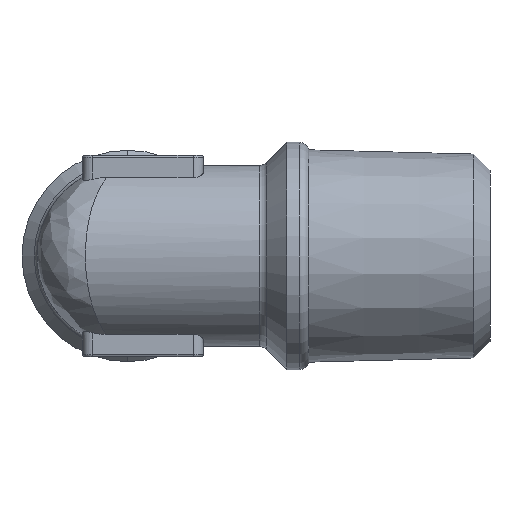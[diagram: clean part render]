
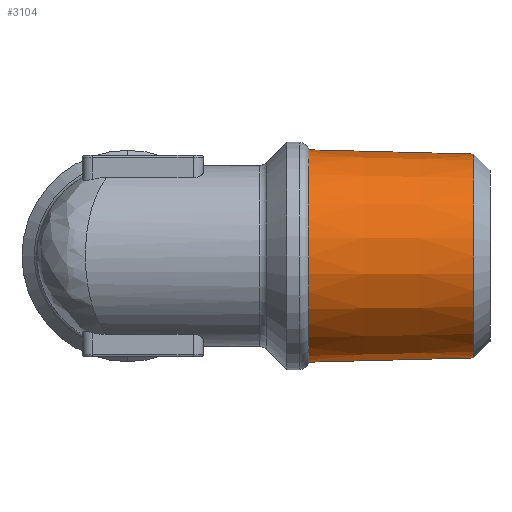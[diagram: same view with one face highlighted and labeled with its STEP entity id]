
A CAD part, left-side view. The second image highlights one B-rep face of the part: STEP entity #3104.
In plain terms, the highlighted conical face has half-angle 1.47 degrees and reference radius 5.275 mm.
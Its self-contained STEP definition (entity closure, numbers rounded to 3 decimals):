
#336 = DIRECTION ( 'NONE',  ( 0., 1., 0.026 ) ) ;
#435 = DIRECTION ( 'NONE',  ( 0., 1., -0.026 ) ) ;
#436 = CARTESIAN_POINT ( 'NONE',  ( 0., -9., -5.275 ) ) ;
#449 = DIRECTION ( 'NONE',  ( 0., 0., -1. ) ) ;
#450 = DIRECTION ( 'NONE',  ( 0., -1., 0. ) ) ;
#451 = CARTESIAN_POINT ( 'NONE',  ( 0., -9., 0. ) ) ;
#510 = DIRECTION ( 'NONE',  ( 0., 0., 1. ) ) ;
#511 = DIRECTION ( 'NONE',  ( 0., 1., 0. ) ) ;
#512 = CARTESIAN_POINT ( 'NONE',  ( 0., -9., 0. ) ) ;
#558 = CARTESIAN_POINT ( 'NONE',  ( 0., -9., 5.275 ) ) ;
#583 = CARTESIAN_POINT ( 'NONE',  ( 0., -17.2, 5.064 ) ) ;
#586 = CARTESIAN_POINT ( 'NONE',  ( 0., -9., 5.275 ) ) ;
#677 = CARTESIAN_POINT ( 'NONE',  ( 0., -9., -5.275 ) ) ;
#752 = CARTESIAN_POINT ( 'NONE',  ( 0., -17.2, -5.064 ) ) ;
#755 = DIRECTION ( 'NONE',  ( 0., 0., -1. ) ) ;
#756 = DIRECTION ( 'NONE',  ( 0., -1., 0. ) ) ;
#757 = CARTESIAN_POINT ( 'NONE',  ( 0., -17.2, 0. ) ) ;
#1349 = LINE ( 'NONE', #436, #1351 ) ;
#1351 = VECTOR ( 'NONE', #435, 1000. ) ;
#1696 = EDGE_CURVE ( 'NONE', #2673, #1833, #3750, .T. ) ;
#1833 = VERTEX_POINT ( 'NONE', #752 ) ;
#2054 = VERTEX_POINT ( 'NONE', #677 ) ;
#2661 = VERTEX_POINT ( 'NONE', #586 ) ;
#2673 = VERTEX_POINT ( 'NONE', #583 ) ;
#2923 = EDGE_LOOP ( 'NONE', ( #3678, #3679, #3680, #3681 ) ) ;
#3104 = ADVANCED_FACE ( 'NONE', ( #3758 ), #3759, .T. ) ;
#3205 = EDGE_CURVE ( 'NONE', #2661, #2054, #3789, .T. ) ;
#3210 = EDGE_CURVE ( 'NONE', #1833, #2054, #1349, .T. ) ;
#3315 = EDGE_CURVE ( 'NONE', #2673, #2661, #3411, .T. ) ;
#3411 = LINE ( 'NONE', #558, #3413 ) ;
#3413 = VECTOR ( 'NONE', #336, 1000. ) ;
#3678 = ORIENTED_EDGE ( 'NONE', *, *, #3210, .F. ) ;
#3679 = ORIENTED_EDGE ( 'NONE', *, *, #1696, .F. ) ;
#3680 = ORIENTED_EDGE ( 'NONE', *, *, #3315, .T. ) ;
#3681 = ORIENTED_EDGE ( 'NONE', *, *, #3205, .T. ) ;
#3697 = AXIS2_PLACEMENT_3D ( 'NONE', #451, #450, #449 ) ;
#3719 = AXIS2_PLACEMENT_3D ( 'NONE', #757, #756, #755 ) ;
#3722 = AXIS2_PLACEMENT_3D ( 'NONE', #512, #511, #510 ) ;
#3750 = CIRCLE ( 'NONE', #3719, 5.064 ) ;
#3758 = FACE_OUTER_BOUND ( 'NONE', #2923, .T. ) ;
#3759 = CONICAL_SURFACE ( 'NONE', #3722, 5.275, 0.026 ) ;
#3789 = CIRCLE ( 'NONE', #3697, 5.275 ) ;
